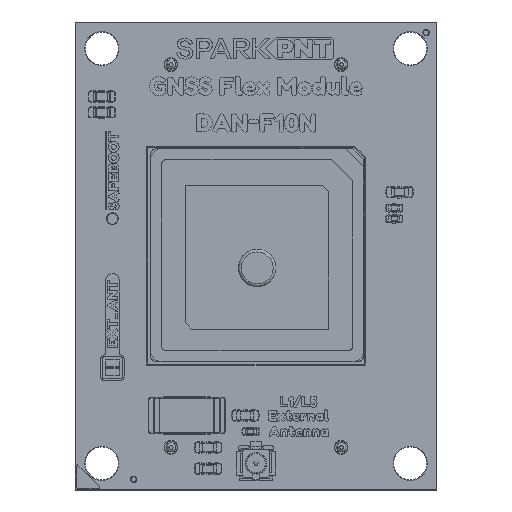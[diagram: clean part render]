
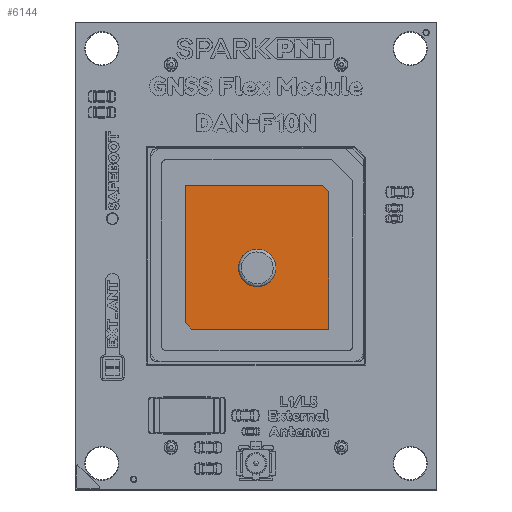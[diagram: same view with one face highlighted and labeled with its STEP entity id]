
A CAD part, top view. The second image highlights one B-rep face of the part: STEP entity #6144.
In plain terms, the highlighted planar face has unit normal (0, 0, 1).
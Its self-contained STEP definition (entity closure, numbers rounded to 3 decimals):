
#6144 = ADVANCED_FACE('',(#6145,#6195),#6206,.T.);
#6145 = FACE_BOUND('',#6146,.T.);
#6146 = EDGE_LOOP('',(#6147,#6157,#6165,#6173,#6181,#6189));
#6147 = ORIENTED_EDGE('',*,*,#6148,.T.);
#6148 = EDGE_CURVE('',#6149,#6151,#6153,.T.);
#6149 = VERTEX_POINT('',#6150);
#6150 = CARTESIAN_POINT('',(-6.751,2.652,
    8.001));
#6151 = VERTEX_POINT('',#6152);
#6152 = CARTESIAN_POINT('',(-6.151,2.052,
    8.001));
#6153 = LINE('',#6154,#6155);
#6154 = CARTESIAN_POINT('',(-6.751,2.652,
    8.001));
#6155 = VECTOR('',#6156,1.);
#6156 = DIRECTION('',(0.707,-0.707,0.)
  );
#6157 = ORIENTED_EDGE('',*,*,#6158,.T.);
#6158 = EDGE_CURVE('',#6151,#6159,#6161,.T.);
#6159 = VERTEX_POINT('',#6160);
#6160 = CARTESIAN_POINT('',(6.749,2.052,8.001
    ));
#6161 = LINE('',#6162,#6163);
#6162 = CARTESIAN_POINT('',(-0.001,2.052,
    8.001));
#6163 = VECTOR('',#6164,1.);
#6164 = DIRECTION('',(1.,0.,0.));
#6165 = ORIENTED_EDGE('',*,*,#6166,.T.);
#6166 = EDGE_CURVE('',#6159,#6167,#6169,.T.);
#6167 = VERTEX_POINT('',#6168);
#6168 = CARTESIAN_POINT('',(6.749,14.952,
    8.001));
#6169 = LINE('',#6170,#6171);
#6170 = CARTESIAN_POINT('',(6.749,8.602,8.001
    ));
#6171 = VECTOR('',#6172,1.);
#6172 = DIRECTION('',(0.,1.,0.));
#6173 = ORIENTED_EDGE('',*,*,#6174,.T.);
#6174 = EDGE_CURVE('',#6167,#6175,#6177,.T.);
#6175 = VERTEX_POINT('',#6176);
#6176 = CARTESIAN_POINT('',(6.149,15.552,8.001)
  );
#6177 = LINE('',#6178,#6179);
#6178 = CARTESIAN_POINT('',(6.749,14.952,
    8.001));
#6179 = VECTOR('',#6180,1.);
#6180 = DIRECTION('',(-0.707,0.707,0.
    ));
#6181 = ORIENTED_EDGE('',*,*,#6182,.T.);
#6182 = EDGE_CURVE('',#6175,#6183,#6185,.T.);
#6183 = VERTEX_POINT('',#6184);
#6184 = CARTESIAN_POINT('',(-6.751,15.552,8.001
    ));
#6185 = LINE('',#6186,#6187);
#6186 = CARTESIAN_POINT('',(-0.001,15.552,
    8.001));
#6187 = VECTOR('',#6188,1.);
#6188 = DIRECTION('',(-1.,0.,0.));
#6189 = ORIENTED_EDGE('',*,*,#6190,.T.);
#6190 = EDGE_CURVE('',#6183,#6149,#6191,.T.);
#6191 = LINE('',#6192,#6193);
#6192 = CARTESIAN_POINT('',(-6.751,8.602,
    8.001));
#6193 = VECTOR('',#6194,1.);
#6194 = DIRECTION('',(0.,-1.,0.));
#6195 = FACE_BOUND('',#6196,.T.);
#6196 = EDGE_LOOP('',(#6197));
#6197 = ORIENTED_EDGE('',*,*,#6198,.T.);
#6198 = EDGE_CURVE('',#6199,#6199,#6201,.T.);
#6199 = VERTEX_POINT('',#6200);
#6200 = CARTESIAN_POINT('',(-0.001,8.052,
    8.001));
#6201 = CIRCLE('',#6202,1.75);
#6202 = AXIS2_PLACEMENT_3D('',#6203,#6204,#6205);
#6203 = CARTESIAN_POINT('',(-0.001,9.802,
    8.001));
#6204 = DIRECTION('',(0.,0.,-1.));
#6205 = DIRECTION('',(0.,-1.,0.));
#6206 = PLANE('',#6207);
#6207 = AXIS2_PLACEMENT_3D('',#6208,#6209,#6210);
#6208 = CARTESIAN_POINT('',(-0.001,8.602,
    8.001));
#6209 = DIRECTION('',(0.,0.,1.));
#6210 = DIRECTION('',(0.,1.,0.));
